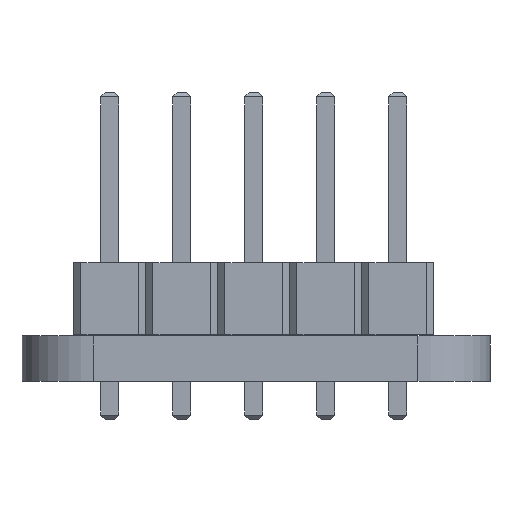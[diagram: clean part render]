
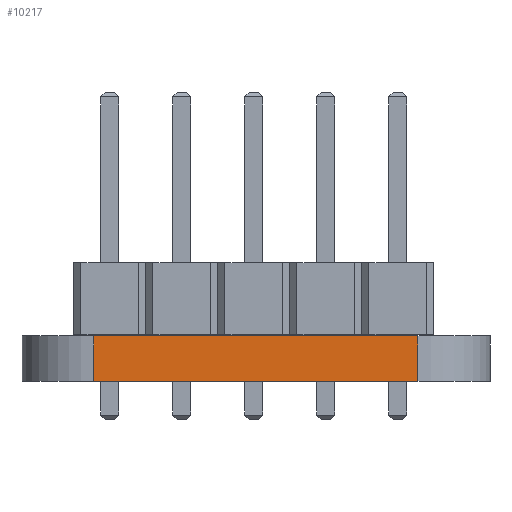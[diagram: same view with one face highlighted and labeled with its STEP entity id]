
A CAD part, left-side view. The second image highlights one B-rep face of the part: STEP entity #10217.
In plain terms, the highlighted planar face has unit normal (-1, 0, 0).
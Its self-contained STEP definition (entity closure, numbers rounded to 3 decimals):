
#8059 = PLANE('',#8060);
#8060 = AXIS2_PLACEMENT_3D('',#8061,#8062,#8063);
#8061 = CARTESIAN_POINT('',(165.735,-98.425,1.6));
#8062 = DIRECTION('',(0.,0.,1.));
#8063 = DIRECTION('',(1.,0.,-0.));
#8087 = CYLINDRICAL_SURFACE('',#8088,2.54);
#8088 = AXIS2_PLACEMENT_3D('',#8089,#8090,#8091);
#8089 = CARTESIAN_POINT('',(149.86,-92.71,0.));
#8090 = DIRECTION('',(-0.,-0.,-1.));
#8091 = DIRECTION('',(1.,0.,-0.));
#8113 = PLANE('',#8114);
#8114 = AXIS2_PLACEMENT_3D('',#8115,#8116,#8117);
#8115 = CARTESIAN_POINT('',(165.735,-98.425,0.));
#8116 = DIRECTION('',(0.,0.,1.));
#8117 = DIRECTION('',(1.,0.,-0.));
#8208 = VERTEX_POINT('',#8209);
#8209 = CARTESIAN_POINT('',(147.32,-92.71,1.6));
#8231 = EDGE_CURVE('',#8232,#8208,#8234,.T.);
#8232 = VERTEX_POINT('',#8233);
#8233 = CARTESIAN_POINT('',(147.32,-92.71,0.));
#8234 = SURFACE_CURVE('',#8235,(#8239,#8246),.PCURVE_S1.);
#8235 = LINE('',#8236,#8237);
#8236 = CARTESIAN_POINT('',(147.32,-92.71,0.));
#8237 = VECTOR('',#8238,1.);
#8238 = DIRECTION('',(0.,0.,1.));
#8239 = PCURVE('',#8087,#8240);
#8240 = DEFINITIONAL_REPRESENTATION('',(#8241),#8245);
#8241 = LINE('',#8242,#8243);
#8242 = CARTESIAN_POINT('',(-3.142,0.));
#8243 = VECTOR('',#8244,1.);
#8244 = DIRECTION('',(-0.,-1.));
#8245 = ( GEOMETRIC_REPRESENTATION_CONTEXT(2) 
PARAMETRIC_REPRESENTATION_CONTEXT() REPRESENTATION_CONTEXT('2D SPACE',''
  ) );
#8246 = PCURVE('',#8247,#8252);
#8247 = PLANE('',#8248);
#8248 = AXIS2_PLACEMENT_3D('',#8249,#8250,#8251);
#8249 = CARTESIAN_POINT('',(147.32,-92.71,0.));
#8250 = DIRECTION('',(1.,0.,0.));
#8251 = DIRECTION('',(0.,-1.,0.));
#8252 = DEFINITIONAL_REPRESENTATION('',(#8253),#8257);
#8253 = LINE('',#8254,#8255);
#8254 = CARTESIAN_POINT('',(0.,0.));
#8255 = VECTOR('',#8256,1.);
#8256 = DIRECTION('',(0.,-1.));
#8257 = ( GEOMETRIC_REPRESENTATION_CONTEXT(2) 
PARAMETRIC_REPRESENTATION_CONTEXT() REPRESENTATION_CONTEXT('2D SPACE',''
  ) );
#8286 = EDGE_CURVE('',#8232,#8287,#8289,.T.);
#8287 = VERTEX_POINT('',#8288);
#8288 = CARTESIAN_POINT('',(147.32,-104.14,0.));
#8289 = SURFACE_CURVE('',#8290,(#8294,#8301),.PCURVE_S1.);
#8290 = LINE('',#8291,#8292);
#8291 = CARTESIAN_POINT('',(147.32,-92.71,0.));
#8292 = VECTOR('',#8293,1.);
#8293 = DIRECTION('',(0.,-1.,0.));
#8294 = PCURVE('',#8113,#8295);
#8295 = DEFINITIONAL_REPRESENTATION('',(#8296),#8300);
#8296 = LINE('',#8297,#8298);
#8297 = CARTESIAN_POINT('',(-18.415,5.715));
#8298 = VECTOR('',#8299,1.);
#8299 = DIRECTION('',(0.,-1.));
#8300 = ( GEOMETRIC_REPRESENTATION_CONTEXT(2) 
PARAMETRIC_REPRESENTATION_CONTEXT() REPRESENTATION_CONTEXT('2D SPACE',''
  ) );
#8301 = PCURVE('',#8247,#8302);
#8302 = DEFINITIONAL_REPRESENTATION('',(#8303),#8307);
#8303 = LINE('',#8304,#8305);
#8304 = CARTESIAN_POINT('',(0.,0.));
#8305 = VECTOR('',#8306,1.);
#8306 = DIRECTION('',(1.,0.));
#8307 = ( GEOMETRIC_REPRESENTATION_CONTEXT(2) 
PARAMETRIC_REPRESENTATION_CONTEXT() REPRESENTATION_CONTEXT('2D SPACE',''
  ) );
#8326 = CYLINDRICAL_SURFACE('',#8327,2.54);
#8327 = AXIS2_PLACEMENT_3D('',#8328,#8329,#8330);
#8328 = CARTESIAN_POINT('',(149.86,-104.14,0.));
#8329 = DIRECTION('',(-0.,-0.,-1.));
#8330 = DIRECTION('',(1.,0.,-0.));
#9321 = EDGE_CURVE('',#8208,#9322,#9324,.T.);
#9322 = VERTEX_POINT('',#9323);
#9323 = CARTESIAN_POINT('',(147.32,-104.14,1.6));
#9324 = SURFACE_CURVE('',#9325,(#9329,#9336),.PCURVE_S1.);
#9325 = LINE('',#9326,#9327);
#9326 = CARTESIAN_POINT('',(147.32,-92.71,1.6));
#9327 = VECTOR('',#9328,1.);
#9328 = DIRECTION('',(0.,-1.,0.));
#9329 = PCURVE('',#8059,#9330);
#9330 = DEFINITIONAL_REPRESENTATION('',(#9331),#9335);
#9331 = LINE('',#9332,#9333);
#9332 = CARTESIAN_POINT('',(-18.415,5.715));
#9333 = VECTOR('',#9334,1.);
#9334 = DIRECTION('',(0.,-1.));
#9335 = ( GEOMETRIC_REPRESENTATION_CONTEXT(2) 
PARAMETRIC_REPRESENTATION_CONTEXT() REPRESENTATION_CONTEXT('2D SPACE',''
  ) );
#9336 = PCURVE('',#8247,#9337);
#9337 = DEFINITIONAL_REPRESENTATION('',(#9338),#9342);
#9338 = LINE('',#9339,#9340);
#9339 = CARTESIAN_POINT('',(0.,-1.6));
#9340 = VECTOR('',#9341,1.);
#9341 = DIRECTION('',(1.,0.));
#9342 = ( GEOMETRIC_REPRESENTATION_CONTEXT(2) 
PARAMETRIC_REPRESENTATION_CONTEXT() REPRESENTATION_CONTEXT('2D SPACE',''
  ) );
#10217 = ADVANCED_FACE('',(#10218),#8247,.F.);
#10218 = FACE_BOUND('',#10219,.F.);
#10219 = EDGE_LOOP('',(#10220,#10221,#10222,#10243));
#10220 = ORIENTED_EDGE('',*,*,#8231,.T.);
#10221 = ORIENTED_EDGE('',*,*,#9321,.T.);
#10222 = ORIENTED_EDGE('',*,*,#10223,.F.);
#10223 = EDGE_CURVE('',#8287,#9322,#10224,.T.);
#10224 = SURFACE_CURVE('',#10225,(#10229,#10236),.PCURVE_S1.);
#10225 = LINE('',#10226,#10227);
#10226 = CARTESIAN_POINT('',(147.32,-104.14,0.));
#10227 = VECTOR('',#10228,1.);
#10228 = DIRECTION('',(0.,0.,1.));
#10229 = PCURVE('',#8247,#10230);
#10230 = DEFINITIONAL_REPRESENTATION('',(#10231),#10235);
#10231 = LINE('',#10232,#10233);
#10232 = CARTESIAN_POINT('',(11.43,0.));
#10233 = VECTOR('',#10234,1.);
#10234 = DIRECTION('',(0.,-1.));
#10235 = ( GEOMETRIC_REPRESENTATION_CONTEXT(2) 
PARAMETRIC_REPRESENTATION_CONTEXT() REPRESENTATION_CONTEXT('2D SPACE',''
  ) );
#10236 = PCURVE('',#8326,#10237);
#10237 = DEFINITIONAL_REPRESENTATION('',(#10238),#10242);
#10238 = LINE('',#10239,#10240);
#10239 = CARTESIAN_POINT('',(-3.142,0.));
#10240 = VECTOR('',#10241,1.);
#10241 = DIRECTION('',(-0.,-1.));
#10242 = ( GEOMETRIC_REPRESENTATION_CONTEXT(2) 
PARAMETRIC_REPRESENTATION_CONTEXT() REPRESENTATION_CONTEXT('2D SPACE',''
  ) );
#10243 = ORIENTED_EDGE('',*,*,#8286,.F.);
